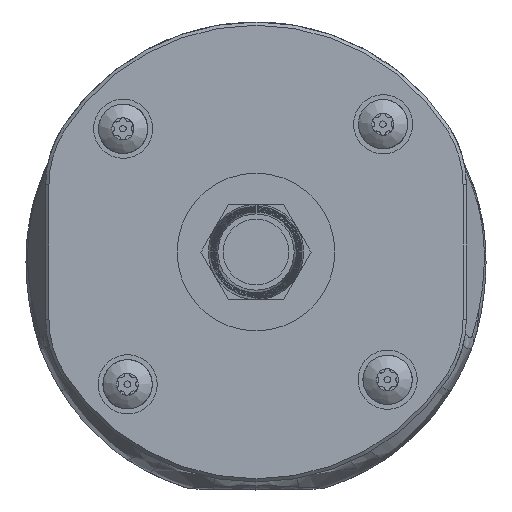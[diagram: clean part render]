
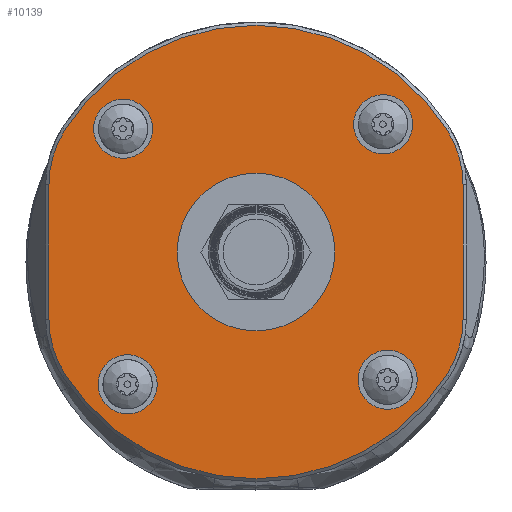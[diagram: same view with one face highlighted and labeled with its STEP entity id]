
A CAD part, front view. The second image highlights one B-rep face of the part: STEP entity #10139.
In plain terms, the highlighted planar face has unit normal (0, -1, 0).
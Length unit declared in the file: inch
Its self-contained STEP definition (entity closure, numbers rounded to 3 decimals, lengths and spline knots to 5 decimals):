
#615 = AXIS2_PLACEMENT_3D ( 'NONE', #28252, #34202, #34554 ) ;
#639 = EDGE_CURVE ( 'NONE', #34051, #34051, #61844, .T. ) ;
#2642 = EDGE_CURVE ( 'NONE', #20176, #6871, #31091, .T. ) ;
#3142 = DIRECTION ( 'NONE',  ( 0., 1., 0. ) ) ;
#3504 = EDGE_CURVE ( 'NONE', #17388, #67187, #52581, .T. ) ;
#4362 = CIRCLE ( 'NONE', #13400, 0.36417 ) ;
#4626 = ORIENTED_EDGE ( 'NONE', *, *, #33792, .T. ) ;
#4735 = DIRECTION ( 'NONE',  ( 0., 1., 0. ) ) ;
#5023 = VERTEX_POINT ( 'NONE', #26616 ) ;
#6772 = CARTESIAN_POINT ( 'NONE',  ( 1.24016, -7.47574, -0.74144 ) ) ;
#6871 = VERTEX_POINT ( 'NONE', #14722 ) ;
#8169 = EDGE_LOOP ( 'NONE', ( #41638 ) ) ;
#8297 = VERTEX_POINT ( 'NONE', #24567 ) ;
#8852 = CARTESIAN_POINT ( 'NONE',  ( 0., -7.47574, -1.14487 ) ) ;
#9701 = DIRECTION ( 'NONE',  ( 0., 0., -1. ) ) ;
#10139 = ADVANCED_FACE ( 'NONE', ( #46244, #14077, #67767, #40924, #62468, #35990 ), #35619, .F. ) ;
#10589 = CARTESIAN_POINT ( 'NONE',  ( 1.1438, -7.47574, -1.8774 ) ) ;
#11250 = ORIENTED_EDGE ( 'NONE', *, *, #32964, .F. ) ;
#12331 = CIRCLE ( 'NONE', #51827, 0.08858 ) ;
#12817 = ORIENTED_EDGE ( 'NONE', *, *, #3504, .F. ) ;
#13400 = AXIS2_PLACEMENT_3D ( 'NONE', #8852, #30424, #45269 ) ;
#14077 = FACE_BOUND ( 'NONE', #63964, .T. ) ;
#14722 = CARTESIAN_POINT ( 'NONE',  ( -1.1438, -7.47574, -0.41233 ) ) ;
#16114 = VERTEX_POINT ( 'NONE', #10589 ) ;
#16172 = CARTESIAN_POINT ( 'NONE',  ( 0.76181, -7.47574, -1.91043 ) ) ;
#16191 = DIRECTION ( 'NONE',  ( 0., 0., 1. ) ) ;
#16336 = DIRECTION ( 'NONE',  ( 0., 0., 1. ) ) ;
#16343 = CARTESIAN_POINT ( 'NONE',  ( 0.76181, -7.47574, -1.99902 ) ) ;
#16667 = CIRCLE ( 'NONE', #68550, 0.08858 ) ;
#17366 = CARTESIAN_POINT ( 'NONE',  ( 0.76181, -7.47574, -0.46788 ) ) ;
#17388 = VERTEX_POINT ( 'NONE', #22566 ) ;
#17455 = CIRCLE ( 'NONE', #19683, 0.08858 ) ;
#18676 = CARTESIAN_POINT ( 'NONE',  ( -1.24016, -7.47574, -1.54829 ) ) ;
#19482 = ORIENTED_EDGE ( 'NONE', *, *, #20544, .T. ) ;
#19683 = AXIS2_PLACEMENT_3D ( 'NONE', #68347, #4735, #9701 ) ;
#20176 = VERTEX_POINT ( 'NONE', #36130 ) ;
#20299 = CARTESIAN_POINT ( 'NONE',  ( 0., -7.47574, -1.14487 ) ) ;
#20544 = EDGE_CURVE ( 'NONE', #5023, #5023, #12331, .T. ) ;
#21988 = DIRECTION ( 'NONE',  ( 0., 1., 0. ) ) ;
#22566 = CARTESIAN_POINT ( 'NONE',  ( 1.1438, -7.47574, -0.41233 ) ) ;
#22603 = EDGE_LOOP ( 'NONE', ( #40591 ) ) ;
#23017 = CARTESIAN_POINT ( 'NONE',  ( -0.62992, -7.47574, -1.54829 ) ) ;
#23929 = CARTESIAN_POINT ( 'NONE',  ( 0.62992, -7.47574, -1.54829 ) ) ;
#23977 = VERTEX_POINT ( 'NONE', #67174 ) ;
#24567 = CARTESIAN_POINT ( 'NONE',  ( -1.24016, -7.47574, -1.54829 ) ) ;
#24740 = EDGE_CURVE ( 'NONE', #54003, #16114, #47010, .T. ) ;
#25129 = VERTEX_POINT ( 'NONE', #31468 ) ;
#25513 = CIRCLE ( 'NONE', #52578, 1.35827 ) ;
#26051 = VECTOR ( 'NONE', #67787, 39.37008 ) ;
#26616 = CARTESIAN_POINT ( 'NONE',  ( -0.76181, -7.47574, -1.99902 ) ) ;
#26792 = DIRECTION ( 'NONE',  ( 0., 0., -1. ) ) ;
#27659 = CARTESIAN_POINT ( 'NONE',  ( 0.62992, -7.47574, -0.74144 ) ) ;
#28252 = CARTESIAN_POINT ( 'NONE',  ( -0.62992, -7.47574, -0.74144 ) ) ;
#28256 = ORIENTED_EDGE ( 'NONE', *, *, #37864, .T. ) ;
#28517 = EDGE_LOOP ( 'NONE', ( #66555, #28256, #12817, #49049, #55711, #30705, #68885, #11250 ) ) ;
#30344 = DIRECTION ( 'NONE',  ( 0., 0., 1. ) ) ;
#30424 = DIRECTION ( 'NONE',  ( 0., 1., 0. ) ) ;
#30705 = ORIENTED_EDGE ( 'NONE', *, *, #57620, .T. ) ;
#31091 = CIRCLE ( 'NONE', #615, 0.61024 ) ;
#31421 = CARTESIAN_POINT ( 'NONE',  ( -0.76181, -7.47574, -1.91043 ) ) ;
#31468 = CARTESIAN_POINT ( 'NONE',  ( 0., -7.47574, -1.50904 ) ) ;
#31595 = AXIS2_PLACEMENT_3D ( 'NONE', #68465, #56132, #30344 ) ;
#31752 = DIRECTION ( 'NONE',  ( 0., 1., 0. ) ) ;
#32241 = VERTEX_POINT ( 'NONE', #17366 ) ;
#32964 = EDGE_CURVE ( 'NONE', #16114, #23977, #25513, .T. ) ;
#33273 = DIRECTION ( 'NONE',  ( 0., 1., 0. ) ) ;
#33792 = EDGE_CURVE ( 'NONE', #32241, #32241, #17455, .T. ) ;
#34051 = VERTEX_POINT ( 'NONE', #51005 ) ;
#34202 = DIRECTION ( 'NONE',  ( 0., 1., 0. ) ) ;
#34554 = DIRECTION ( 'NONE',  ( -1., 0., 0. ) ) ;
#35343 = EDGE_CURVE ( 'NONE', #23977, #8297, #35835, .T. ) ;
#35619 = PLANE ( 'NONE',  #31595 ) ;
#35665 = DIRECTION ( 'NONE',  ( 0., 0., -1. ) ) ;
#35835 = CIRCLE ( 'NONE', #59495, 0.61024 ) ;
#35990 = FACE_OUTER_BOUND ( 'NONE', #28517, .T. ) ;
#36130 = CARTESIAN_POINT ( 'NONE',  ( -1.24016, -7.47574, -0.74144 ) ) ;
#36279 = LINE ( 'NONE', #68062, #61843 ) ;
#36639 = EDGE_CURVE ( 'NONE', #59803, #59803, #16667, .T. ) ;
#37038 = CARTESIAN_POINT ( 'NONE',  ( 0., -7.47574, -1.14487 ) ) ;
#37864 = EDGE_CURVE ( 'NONE', #54003, #67187, #36279, .T. ) ;
#40591 = ORIENTED_EDGE ( 'NONE', *, *, #69051, .T. ) ;
#40924 = FACE_BOUND ( 'NONE', #8169, .T. ) ;
#41638 = ORIENTED_EDGE ( 'NONE', *, *, #36639, .T. ) ;
#41860 = DIRECTION ( 'NONE',  ( 0., 0., 1. ) ) ;
#44329 = EDGE_LOOP ( 'NONE', ( #19482 ) ) ;
#44907 = AXIS2_PLACEMENT_3D ( 'NONE', #68907, #63962, #58671 ) ;
#45269 = DIRECTION ( 'NONE',  ( 0., 0., -1. ) ) ;
#45486 = DIRECTION ( 'NONE',  ( 0., 1., 0. ) ) ;
#46244 = FACE_BOUND ( 'NONE', #22603, .T. ) ;
#46264 = ORIENTED_EDGE ( 'NONE', *, *, #639, .T. ) ;
#47010 = CIRCLE ( 'NONE', #65058, 0.61024 ) ;
#49049 = ORIENTED_EDGE ( 'NONE', *, *, #67762, .F. ) ;
#49563 = AXIS2_PLACEMENT_3D ( 'NONE', #37038, #31752, #16191 ) ;
#51005 = CARTESIAN_POINT ( 'NONE',  ( -0.76181, -7.47574, -0.46788 ) ) ;
#51827 = AXIS2_PLACEMENT_3D ( 'NONE', #31421, #3142, #35665 ) ;
#51841 = DIRECTION ( 'NONE',  ( -1., 0., 0. ) ) ;
#52578 = AXIS2_PLACEMENT_3D ( 'NONE', #20299, #57759, #41860 ) ;
#52581 = CIRCLE ( 'NONE', #66085, 0.61024 ) ;
#53285 = DIRECTION ( 'NONE',  ( 0., 1., 0. ) ) ;
#53340 = CARTESIAN_POINT ( 'NONE',  ( 1.24016, -7.47574, -1.54829 ) ) ;
#54003 = VERTEX_POINT ( 'NONE', #53340 ) ;
#55711 = ORIENTED_EDGE ( 'NONE', *, *, #2642, .F. ) ;
#56132 = DIRECTION ( 'NONE',  ( 0., 1., 0. ) ) ;
#56429 = DIRECTION ( 'NONE',  ( 0., 0., 1. ) ) ;
#57620 = EDGE_CURVE ( 'NONE', #20176, #8297, #61446, .T. ) ;
#57759 = DIRECTION ( 'NONE',  ( 0., 1., 0. ) ) ;
#58671 = DIRECTION ( 'NONE',  ( 0., 0., -1. ) ) ;
#59495 = AXIS2_PLACEMENT_3D ( 'NONE', #23017, #33273, #66105 ) ;
#59803 = VERTEX_POINT ( 'NONE', #16343 ) ;
#60055 = EDGE_LOOP ( 'NONE', ( #4626 ) ) ;
#61446 = LINE ( 'NONE', #18676, #26051 ) ;
#61843 = VECTOR ( 'NONE', #56429, 39.37008 ) ;
#61844 = CIRCLE ( 'NONE', #44907, 0.08858 ) ;
#62468 = FACE_BOUND ( 'NONE', #44329, .T. ) ;
#63962 = DIRECTION ( 'NONE',  ( 0., 1., 0. ) ) ;
#63964 = EDGE_LOOP ( 'NONE', ( #46264 ) ) ;
#65058 = AXIS2_PLACEMENT_3D ( 'NONE', #23929, #45486, #51841 ) ;
#66085 = AXIS2_PLACEMENT_3D ( 'NONE', #27659, #21988, #16336 ) ;
#66105 = DIRECTION ( 'NONE',  ( 0., 0., 1. ) ) ;
#66555 = ORIENTED_EDGE ( 'NONE', *, *, #24740, .F. ) ;
#67174 = CARTESIAN_POINT ( 'NONE',  ( -1.1438, -7.47574, -1.8774 ) ) ;
#67187 = VERTEX_POINT ( 'NONE', #6772 ) ;
#67762 = EDGE_CURVE ( 'NONE', #6871, #17388, #68785, .T. ) ;
#67767 = FACE_BOUND ( 'NONE', #60055, .T. ) ;
#67787 = DIRECTION ( 'NONE',  ( 0., 0., -1. ) ) ;
#68062 = CARTESIAN_POINT ( 'NONE',  ( 1.24016, -7.47574, -0.74144 ) ) ;
#68347 = CARTESIAN_POINT ( 'NONE',  ( 0.76181, -7.47574, -0.3793 ) ) ;
#68465 = CARTESIAN_POINT ( 'NONE',  ( 0., -7.47574, -1.14487 ) ) ;
#68550 = AXIS2_PLACEMENT_3D ( 'NONE', #16172, #53285, #26792 ) ;
#68785 = CIRCLE ( 'NONE', #49563, 1.35827 ) ;
#68885 = ORIENTED_EDGE ( 'NONE', *, *, #35343, .F. ) ;
#68907 = CARTESIAN_POINT ( 'NONE',  ( -0.76181, -7.47574, -0.3793 ) ) ;
#69051 = EDGE_CURVE ( 'NONE', #25129, #25129, #4362, .T. ) ;
